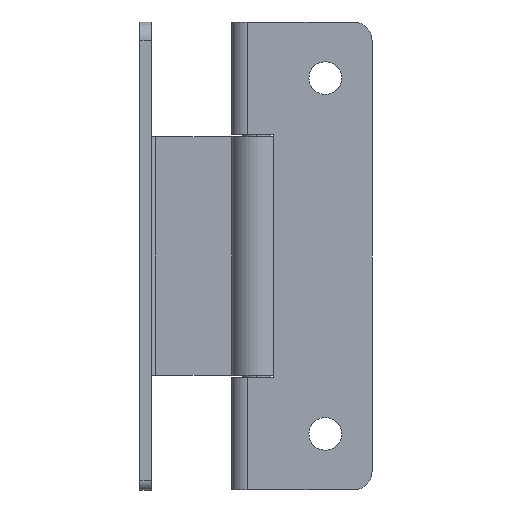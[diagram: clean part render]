
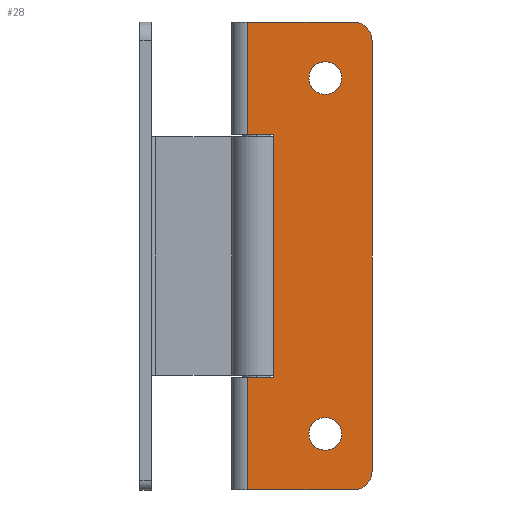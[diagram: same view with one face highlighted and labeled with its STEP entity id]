
A CAD part, left-side view. The second image highlights one B-rep face of the part: STEP entity #28.
In plain terms, the highlighted planar face has unit normal (-1, 0, 0).
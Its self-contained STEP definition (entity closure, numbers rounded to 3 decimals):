
#18=FACE_BOUND('',#169,.T.);
#19=FACE_BOUND('',#170,.T.);
#28=ADVANCED_FACE('',(#98,#18,#19),#1212,.T.);
#98=FACE_OUTER_BOUND('',#168,.T.);
#168=EDGE_LOOP('',(#252,#253,#254,#255,#256,#257,#258,#259,#260,#261));
#169=EDGE_LOOP('',(#262,#263));
#170=EDGE_LOOP('',(#264,#265));
#252=ORIENTED_EDGE('',*,*,#636,.T.);
#253=ORIENTED_EDGE('',*,*,#640,.T.);
#254=ORIENTED_EDGE('',*,*,#639,.T.);
#255=ORIENTED_EDGE('',*,*,#638,.T.);
#256=ORIENTED_EDGE('',*,*,#652,.T.);
#257=ORIENTED_EDGE('',*,*,#669,.F.);
#258=ORIENTED_EDGE('',*,*,#646,.F.);
#259=ORIENTED_EDGE('',*,*,#667,.F.);
#260=ORIENTED_EDGE('',*,*,#644,.F.);
#261=ORIENTED_EDGE('',*,*,#637,.T.);
#262=ORIENTED_EDGE('',*,*,#699,.T.);
#263=ORIENTED_EDGE('',*,*,#705,.T.);
#264=ORIENTED_EDGE('',*,*,#697,.T.);
#265=ORIENTED_EDGE('',*,*,#702,.T.);
#636=EDGE_CURVE('',#1092,#1097,#820,.T.);
#637=EDGE_CURVE('',#1093,#1092,#821,.T.);
#638=EDGE_CURVE('',#1095,#1094,#822,.T.);
#639=EDGE_CURVE('',#1096,#1095,#823,.T.);
#640=EDGE_CURVE('',#1097,#1096,#824,.T.);
#644=EDGE_CURVE('',#1093,#1103,#828,.T.);
#646=EDGE_CURVE('',#1104,#1105,#830,.T.);
#652=EDGE_CURVE('',#1094,#1109,#836,.T.);
#667=EDGE_CURVE('',#1103,#1104,#926,.T.);
#669=EDGE_CURVE('',#1105,#1109,#928,.T.);
#697=EDGE_CURVE('',#1129,#1133,#940,.T.);
#699=EDGE_CURVE('',#1131,#1135,#942,.T.);
#702=EDGE_CURVE('',#1133,#1129,#944,.T.);
#705=EDGE_CURVE('',#1135,#1131,#946,.T.);
#820=B_SPLINE_CURVE_WITH_KNOTS('',1,(#1832,#1833),.UNSPECIFIED.,.F.,.F.,
(2,2),(0.,1.),.UNSPECIFIED.);
#821=B_SPLINE_CURVE_WITH_KNOTS('',1,(#1834,#1835),.UNSPECIFIED.,.F.,.F.,
(2,2),(10.142,11.142),.UNSPECIFIED.);
#822=B_SPLINE_CURVE_WITH_KNOTS('',1,(#1836,#1837),.UNSPECIFIED.,.F.,.F.,
(2,2),(3.,4.),.UNSPECIFIED.);
#823=B_SPLINE_CURVE_WITH_KNOTS('',1,(#1838,#1839),.UNSPECIFIED.,.F.,.F.,
(2,2),(2.,3.),.UNSPECIFIED.);
#824=B_SPLINE_CURVE_WITH_KNOTS('',1,(#1840,#1841),.UNSPECIFIED.,.F.,.F.,
(2,2),(1.,2.),.UNSPECIFIED.);
#828=B_SPLINE_CURVE_WITH_KNOTS('',1,(#1848,#1849),.UNSPECIFIED.,.F.,.F.,
(2,2),(0.,1.),.UNSPECIFIED.);
#830=B_SPLINE_CURVE_WITH_KNOTS('',1,(#1852,#1853),.UNSPECIFIED.,.F.,.F.,
(2,2),(0.,1.),.UNSPECIFIED.);
#836=B_SPLINE_CURVE_WITH_KNOTS('',1,(#1864,#1865),.UNSPECIFIED.,.F.,.F.,
(2,2),(18.227,19.227),.UNSPECIFIED.);
#926=TRIMMED_CURVE($,#998,(#1898),(#1899),.T.,.CARTESIAN.);
#928=TRIMMED_CURVE($,#1000,(#1904),(#1905),.T.,.CARTESIAN.);
#940=TRIMMED_CURVE($,#1012,(#1972),(#1973),.T.,.CARTESIAN.);
#942=TRIMMED_CURVE($,#1014,(#1978),(#1979),.T.,.CARTESIAN.);
#944=TRIMMED_CURVE($,#1016,(#1986),(#1987),.T.,.CARTESIAN.);
#946=TRIMMED_CURVE($,#1018,(#1994),(#1995),.T.,.CARTESIAN.);
#998=CIRCLE('',#1405,2.);
#1000=CIRCLE('',#1407,2.);
#1012=CIRCLE('',#1419,1.75);
#1014=CIRCLE('',#1421,1.75);
#1016=CIRCLE('',#1423,1.75);
#1018=CIRCLE('',#1425,1.75);
#1092=VERTEX_POINT('',#1768);
#1093=VERTEX_POINT('',#1769);
#1094=VERTEX_POINT('',#1770);
#1095=VERTEX_POINT('',#1771);
#1096=VERTEX_POINT('',#1772);
#1097=VERTEX_POINT('',#1773);
#1103=VERTEX_POINT('',#1779);
#1104=VERTEX_POINT('',#1780);
#1105=VERTEX_POINT('',#1781);
#1109=VERTEX_POINT('',#1785);
#1129=VERTEX_POINT('',#1805);
#1131=VERTEX_POINT('',#1807);
#1133=VERTEX_POINT('',#1809);
#1135=VERTEX_POINT('',#1811);
#1212=PLANE('',#1372);
#1372=AXIS2_PLACEMENT_3D('',#1734,#1517,$);
#1405=AXIS2_PLACEMENT_3D($,#1897,#1557,#1558);
#1407=AXIS2_PLACEMENT_3D($,#1903,#1561,#1562);
#1419=AXIS2_PLACEMENT_3D($,#1971,#1585,#1586);
#1421=AXIS2_PLACEMENT_3D($,#1977,#1589,#1590);
#1423=AXIS2_PLACEMENT_3D($,#1985,#1593,#1594);
#1425=AXIS2_PLACEMENT_3D($,#1993,#1597,#1598);
#1517=DIRECTION('',(-1.,0.,0.));
#1557=DIRECTION('',(1.,0.,0.));
#1558=DIRECTION('',(0.,0.,1.));
#1561=DIRECTION('',(1.,0.,0.));
#1562=DIRECTION('',(0.,-1.,0.));
#1585=DIRECTION('',(1.,0.,0.));
#1586=DIRECTION('',(0.,-1.,0.));
#1589=DIRECTION('',(1.,0.,0.));
#1590=DIRECTION('',(0.,-1.,0.));
#1593=DIRECTION('',(1.,0.,0.));
#1594=DIRECTION('',(0.,1.,0.));
#1597=DIRECTION('',(1.,0.,0.));
#1598=DIRECTION('',(0.,1.,0.));
#1734=CARTESIAN_POINT('',(-106.342,6568.63,0.));
#1768=CARTESIAN_POINT('',(-106.342,6568.63,-12.));
#1769=CARTESIAN_POINT('',(-106.342,6568.63,0.));
#1770=CARTESIAN_POINT('',(-106.342,6568.63,-50.));
#1771=CARTESIAN_POINT('',(-106.342,6568.63,-38.));
#1772=CARTESIAN_POINT('',(-106.342,6565.83,-38.));
#1773=CARTESIAN_POINT('',(-106.342,6565.83,-12.));
#1779=CARTESIAN_POINT('',(-106.342,6557.33,0.));
#1780=CARTESIAN_POINT('',(-106.342,6555.33,-2.));
#1781=CARTESIAN_POINT('',(-106.342,6555.33,-48.));
#1785=CARTESIAN_POINT('',(-106.342,6557.33,-50.));
#1805=CARTESIAN_POINT('',(-106.342,6558.58,-6.));
#1807=CARTESIAN_POINT('',(-106.342,6558.58,-44.));
#1809=CARTESIAN_POINT('',(-106.342,6562.08,-6.));
#1811=CARTESIAN_POINT('',(-106.342,6562.08,-44.));
#1832=CARTESIAN_POINT('',(-106.342,6568.63,-12.));
#1833=CARTESIAN_POINT('',(-106.342,6565.83,-12.));
#1834=CARTESIAN_POINT('',(-106.342,6568.63,0.));
#1835=CARTESIAN_POINT('',(-106.342,6568.63,-12.));
#1836=CARTESIAN_POINT('',(-106.342,6568.63,-38.));
#1837=CARTESIAN_POINT('',(-106.342,6568.63,-50.));
#1838=CARTESIAN_POINT('',(-106.342,6565.83,-38.));
#1839=CARTESIAN_POINT('',(-106.342,6568.63,-38.));
#1840=CARTESIAN_POINT('',(-106.342,6565.83,-12.));
#1841=CARTESIAN_POINT('',(-106.342,6565.83,-38.));
#1848=CARTESIAN_POINT('',(-106.342,6568.63,0.));
#1849=CARTESIAN_POINT('',(-106.342,6557.33,0.));
#1852=CARTESIAN_POINT('',(-106.342,6555.33,-2.));
#1853=CARTESIAN_POINT('',(-106.342,6555.33,-48.));
#1864=CARTESIAN_POINT('',(-106.342,6568.63,-50.));
#1865=CARTESIAN_POINT('',(-106.342,6557.33,-50.));
#1897=CARTESIAN_POINT('',(-106.342,6557.33,-2.));
#1898=CARTESIAN_POINT('',(-106.342,6557.33,0.));
#1899=CARTESIAN_POINT('',(-106.342,6555.33,-2.));
#1903=CARTESIAN_POINT('',(-106.342,6557.33,-48.));
#1904=CARTESIAN_POINT('',(-106.342,6555.33,-48.));
#1905=CARTESIAN_POINT('',(-106.342,6557.33,-50.));
#1971=CARTESIAN_POINT('',(-106.342,6560.33,-6.));
#1972=CARTESIAN_POINT('',(-106.342,6558.58,-6.));
#1973=CARTESIAN_POINT('',(-106.342,6562.08,-6.));
#1977=CARTESIAN_POINT('',(-106.342,6560.33,-44.));
#1978=CARTESIAN_POINT('',(-106.342,6558.58,-44.));
#1979=CARTESIAN_POINT('',(-106.342,6562.08,-44.));
#1985=CARTESIAN_POINT('',(-106.342,6560.33,-6.));
#1986=CARTESIAN_POINT('',(-106.342,6562.08,-6.));
#1987=CARTESIAN_POINT('',(-106.342,6558.58,-6.));
#1993=CARTESIAN_POINT('',(-106.342,6560.33,-44.));
#1994=CARTESIAN_POINT('',(-106.342,6562.08,-44.));
#1995=CARTESIAN_POINT('',(-106.342,6558.58,-44.));
